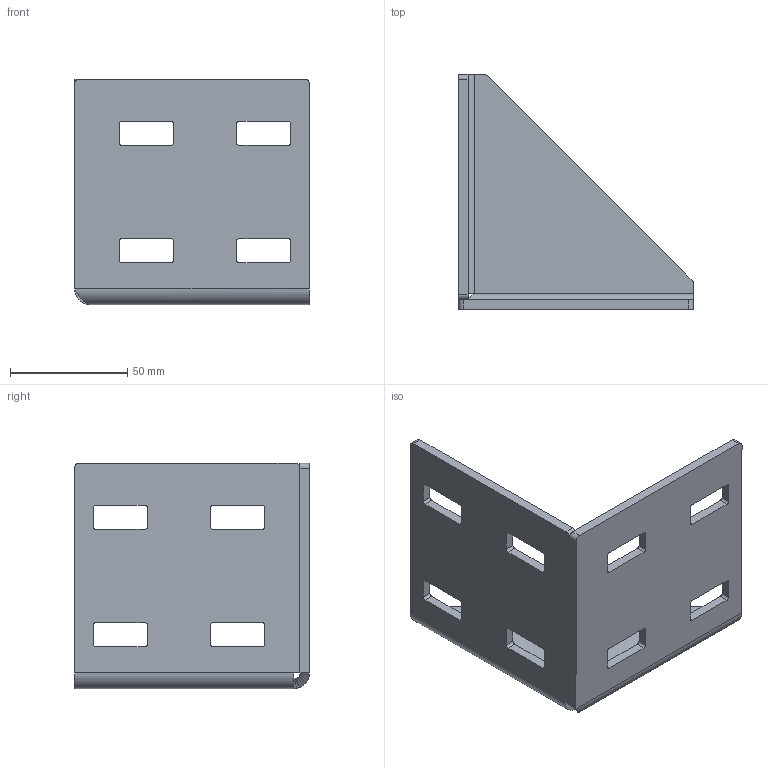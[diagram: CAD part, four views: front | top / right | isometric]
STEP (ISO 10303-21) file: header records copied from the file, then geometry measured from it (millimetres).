
FILE_DESCRIPTION (( 'STEP AP214' ), '1' );
FILE_NAME ('AL-S100100.50.STEP', '2020-09-30T06:04:13', ( 'User' ), ( 'Microsoft' ), 'SwSTEP 2.0', 'SolidWorks 2018', '' );
FILE_SCHEMA (( 'AUTOMOTIVE_DESIGN' ));
Length unit declared in the file: millimetre
Products named in the file (1): AL-S100100.50
Bounding box: 100 x 100 x 96 mm (x, y, z)
Volume: 87422.3 mm3; surface area: 48658.4 mm2
Topology: 1 solids, 1 shells, 94 faces, 260 edges, 168 vertices
Faces by surface type: plane 51, cylinder 42, bspline 1
Entity records: 3124 total; most frequent: CARTESIAN_POINT 590, DIRECTION 528, ORIENTED_EDGE 520, EDGE_CURVE 260, VECTOR 176, AXIS2_PLACEMENT_3D 176, LINE 176, VERTEX_POINT 168
